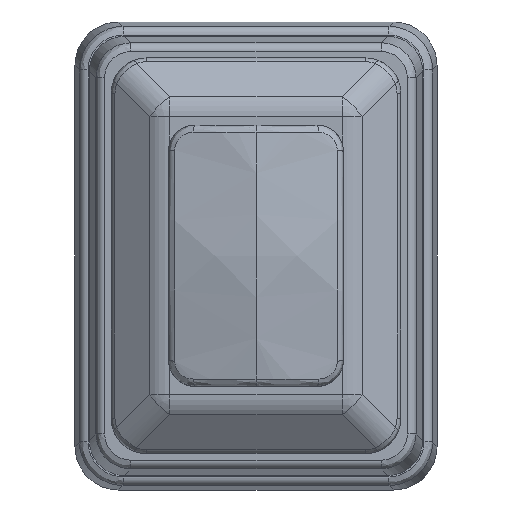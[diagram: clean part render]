
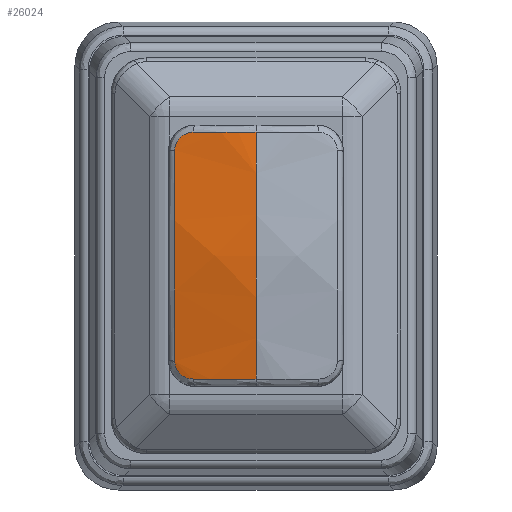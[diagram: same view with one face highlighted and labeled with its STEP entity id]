
A CAD part, top view. The second image highlights one B-rep face of the part: STEP entity #26024.
In plain terms, the highlighted free-form (B-spline) face has degree [2, 2] with [3, 9] control points.
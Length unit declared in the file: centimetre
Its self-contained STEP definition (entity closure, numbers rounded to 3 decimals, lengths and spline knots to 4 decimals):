
#15=(
BOUNDED_SURFACE()
B_SPLINE_SURFACE(2,2,((#39450,#39451,#39452,#39453,#39454,#39455,#39456,
#39457,#39458),(#39459,#39460,#39461,#39462,#39463,#39464,#39465,#39466,
#39467),(#39468,#39469,#39470,#39471,#39472,#39473,#39474,#39475,#39476)),
 .UNSPECIFIED.,.F.,.T.,.F.)
B_SPLINE_SURFACE_WITH_KNOTS((3,3),(3,2,2,2,3),(2.5007,2.8211),
(0.,1.5708,3.1416,4.7124,6.2832),
 .UNSPECIFIED.)
GEOMETRIC_REPRESENTATION_ITEM()
RATIONAL_B_SPLINE_SURFACE(((1.,0.707,1.,0.707,1.,
0.707,1.,0.707,1.),(0.987,0.698,
0.987,0.698,0.987,0.698,
0.987,0.698,0.987),(1.,0.707,
1.,0.707,1.,0.707,1.,0.707,1.)))
REPRESENTATION_ITEM('')
SURFACE()
);
#436=B_SPLINE_CURVE_WITH_KNOTS('',3,(#39168,#39169,#39170,#39171,#39172,
#39173),.UNSPECIFIED.,.F.,.F.,(4,1,1,4),(-0.1579,-0.0902,
-0.0451,0.),.UNSPECIFIED.);
#437=B_SPLINE_CURVE_WITH_KNOTS('',3,(#39196,#39197,#39198,#39199),
 .UNSPECIFIED.,.F.,.F.,(4,4),(-0.3473,0.),
 .UNSPECIFIED.);
#438=B_SPLINE_CURVE_WITH_KNOTS('',3,(#39222,#39223,#39224,#39225),
 .UNSPECIFIED.,.F.,.F.,(4,4),(-1.18,0.),.UNSPECIFIED.);
#441=B_SPLINE_CURVE_WITH_KNOTS('',3,(#39285,#39286,#39287,#39288,#39289),
 .UNSPECIFIED.,.F.,.F.,(4,1,4),(-0.1579,-0.0902,0.),
 .UNSPECIFIED.);
#444=B_SPLINE_CURVE_WITH_KNOTS('',3,(#39349,#39350,#39351,#39352),
 .UNSPECIFIED.,.F.,.F.,(4,4),(-0.3473,0.),.UNSPECIFIED.);
#1301=FACE_OUTER_BOUND('',#2739,.T.);
#2739=EDGE_LOOP('',(#19062,#19063,#19064,#19065,#19066,#19067,#19068));
#10235=CIRCLE('',#27653,4.);
#10236=CIRCLE('',#27654,4.);
#11505=VERTEX_POINT('',#39164);
#11506=VERTEX_POINT('',#39166);
#11507=VERTEX_POINT('',#39194);
#11508=VERTEX_POINT('',#39220);
#11510=VERTEX_POINT('',#39277);
#11513=VERTEX_POINT('',#39342);
#11519=VERTEX_POINT('',#39477);
#14382=EDGE_CURVE('',#11506,#11505,#436,.T.);
#14384=EDGE_CURVE('',#11507,#11506,#437,.T.);
#14386=EDGE_CURVE('',#11505,#11508,#438,.T.);
#14391=EDGE_CURVE('',#11508,#11510,#441,.T.);
#14396=EDGE_CURVE('',#11510,#11513,#444,.T.);
#14405=EDGE_CURVE('',#11519,#11507,#10235,.T.);
#14406=EDGE_CURVE('',#11513,#11519,#10236,.T.);
#19062=ORIENTED_EDGE('',*,*,#14396,.F.);
#19063=ORIENTED_EDGE('',*,*,#14391,.F.);
#19064=ORIENTED_EDGE('',*,*,#14386,.F.);
#19065=ORIENTED_EDGE('',*,*,#14382,.F.);
#19066=ORIENTED_EDGE('',*,*,#14384,.F.);
#19067=ORIENTED_EDGE('',*,*,#14405,.F.);
#19068=ORIENTED_EDGE('',*,*,#14406,.F.);
#26024=ADVANCED_FACE('',(#1301),#15,.F.);
#27653=AXIS2_PLACEMENT_3D('',#39478,#30865,#30866);
#27654=AXIS2_PLACEMENT_3D('',#39479,#30867,#30868);
#30865=DIRECTION('center_axis',(1.,0.,0.));
#30866=DIRECTION('ref_axis',(0.,1.,0.));
#30867=DIRECTION('center_axis',(1.,0.,0.));
#30868=DIRECTION('ref_axis',(0.,1.,0.));
#39164=CARTESIAN_POINT('',(-0.4596,-0.5972,2.4258));
#39166=CARTESIAN_POINT('',(-0.3563,-0.6986,2.4372));
#39168=CARTESIAN_POINT('Ctrl Pts',(-0.3563,-0.6986,
2.4372));
#39169=CARTESIAN_POINT('Ctrl Pts',(-0.379,-0.6986,
2.4318));
#39170=CARTESIAN_POINT('Ctrl Pts',(-0.4173,-0.6858,
2.424));
#39171=CARTESIAN_POINT('Ctrl Pts',(-0.4526,-0.6428,
2.4208));
#39172=CARTESIAN_POINT('Ctrl Pts',(-0.4596,-0.6123,
2.4235));
#39173=CARTESIAN_POINT('Ctrl Pts',(-0.4596,-0.5972,
2.4258));
#39194=CARTESIAN_POINT('',(0.,-0.6987,2.4787));
#39196=CARTESIAN_POINT('Ctrl Pts',(0.,-0.6987,
2.4787));
#39197=CARTESIAN_POINT('Ctrl Pts',(-0.1196,-0.6987,
2.4787));
#39198=CARTESIAN_POINT('Ctrl Pts',(-0.24,-0.6987,
2.4647));
#39199=CARTESIAN_POINT('Ctrl Pts',(-0.3563,-0.6986,
2.4372));
#39220=CARTESIAN_POINT('',(-0.4596,0.5973,2.4255));
#39222=CARTESIAN_POINT('Ctrl Pts',(-0.4596,-0.5972,
2.4258));
#39223=CARTESIAN_POINT('Ctrl Pts',(-0.4596,-0.2037,
2.4862));
#39224=CARTESIAN_POINT('Ctrl Pts',(-0.4596,0.2037,
2.4861));
#39225=CARTESIAN_POINT('Ctrl Pts',(-0.4596,0.5973,
2.4255));
#39277=CARTESIAN_POINT('',(-0.3563,0.6986,2.4367));
#39285=CARTESIAN_POINT('Ctrl Pts',(-0.4596,0.5973,
2.4255));
#39286=CARTESIAN_POINT('Ctrl Pts',(-0.4596,0.6199,
2.422));
#39287=CARTESIAN_POINT('Ctrl Pts',(-0.4404,0.6739,
2.4193));
#39288=CARTESIAN_POINT('Ctrl Pts',(-0.3866,0.6986,
2.4296));
#39289=CARTESIAN_POINT('Ctrl Pts',(-0.3563,0.6986,
2.4367));
#39342=CARTESIAN_POINT('',(0.,0.6987,2.4783));
#39349=CARTESIAN_POINT('Ctrl Pts',(-0.3563,0.6986,
2.4367));
#39350=CARTESIAN_POINT('Ctrl Pts',(-0.24,0.6987,
2.4642));
#39351=CARTESIAN_POINT('Ctrl Pts',(-0.1196,0.6987,
2.4783));
#39352=CARTESIAN_POINT('Ctrl Pts',(0.,0.6987,
2.4783));
#39450=CARTESIAN_POINT('Ctrl Pts',(-0.495,3.9188,
-1.46));
#39451=CARTESIAN_POINT('Ctrl Pts',(-0.495,3.9189,
2.46));
#39452=CARTESIAN_POINT('Ctrl Pts',(-0.495,-0.0011,
2.46));
#39453=CARTESIAN_POINT('Ctrl Pts',(-0.495,-3.9211,
2.46));
#39454=CARTESIAN_POINT('Ctrl Pts',(-0.495,-3.9212,
-1.46));
#39455=CARTESIAN_POINT('Ctrl Pts',(-0.495,-3.9212,
-5.38));
#39456=CARTESIAN_POINT('Ctrl Pts',(-0.495,-0.0012,
-5.38));
#39457=CARTESIAN_POINT('Ctrl Pts',(-0.495,3.9188,
-5.38));
#39458=CARTESIAN_POINT('Ctrl Pts',(-0.495,3.9188,
-1.46));
#39459=CARTESIAN_POINT('Ctrl Pts',(-0.254,3.9988,
-1.46));
#39460=CARTESIAN_POINT('Ctrl Pts',(-0.254,3.9988,
2.54));
#39461=CARTESIAN_POINT('Ctrl Pts',(-0.254,-0.0012,
2.54));
#39462=CARTESIAN_POINT('Ctrl Pts',(-0.254,-4.0012,
2.54));
#39463=CARTESIAN_POINT('Ctrl Pts',(-0.254,-4.0012,-1.46));
#39464=CARTESIAN_POINT('Ctrl Pts',(-0.254,-4.0012,
-5.46));
#39465=CARTESIAN_POINT('Ctrl Pts',(-0.254,-0.0012,
-5.46));
#39466=CARTESIAN_POINT('Ctrl Pts',(-0.254,3.9988,
-5.46));
#39467=CARTESIAN_POINT('Ctrl Pts',(-0.254,3.9988,
-1.46));
#39468=CARTESIAN_POINT('Ctrl Pts',(0.,3.9988,
-1.46));
#39469=CARTESIAN_POINT('Ctrl Pts',(0.,3.9988,
2.54));
#39470=CARTESIAN_POINT('Ctrl Pts',(0.,-0.0012,
2.54));
#39471=CARTESIAN_POINT('Ctrl Pts',(0.,-4.0012,
2.54));
#39472=CARTESIAN_POINT('Ctrl Pts',(0.,-4.0012,
-1.46));
#39473=CARTESIAN_POINT('Ctrl Pts',(0.,-4.0012,
-5.46));
#39474=CARTESIAN_POINT('Ctrl Pts',(0.,-0.0012,
-5.46));
#39475=CARTESIAN_POINT('Ctrl Pts',(0.,3.9988,
-5.46));
#39476=CARTESIAN_POINT('Ctrl Pts',(0.,3.9988,
-1.46));
#39477=CARTESIAN_POINT('',(0.,-0.0012,2.54));
#39478=CARTESIAN_POINT('Origin',(0.,-0.0012,
-1.46));
#39479=CARTESIAN_POINT('Origin',(0.,-0.0012,
-1.46));
